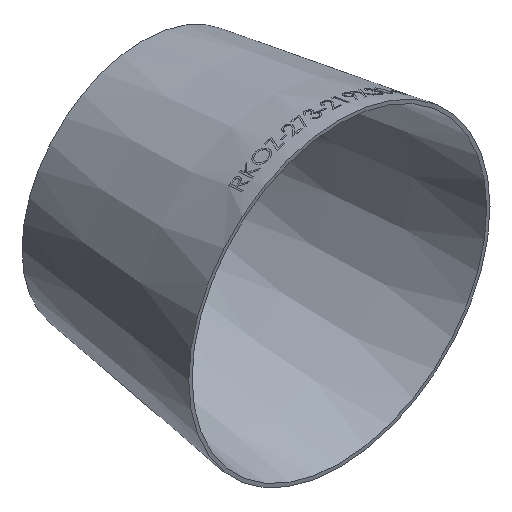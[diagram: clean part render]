
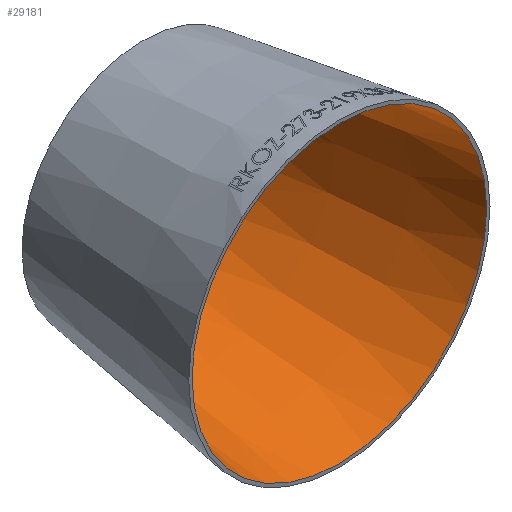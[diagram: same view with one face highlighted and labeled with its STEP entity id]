
A CAD part, isometric view. The second image highlights one B-rep face of the part: STEP entity #29181.
In plain terms, the highlighted conical face has half-angle 8.609 degrees and reference radius 133.466 mm.
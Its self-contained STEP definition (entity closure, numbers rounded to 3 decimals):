
#591 = CONICAL_SURFACE ( 'NONE', #4885, 133.466, 0.15 ) ;
#4885 = AXIS2_PLACEMENT_3D ( 'NONE', #22127, #20543, #32423 ) ;
#5265 = DIRECTION ( 'NONE',  ( 0., 0., -1. ) ) ;
#7211 = VERTEX_POINT ( 'NONE', #33016 ) ;
#8089 = DIRECTION ( 'NONE',  ( 0., 0., -1. ) ) ;
#9254 = AXIS2_PLACEMENT_3D ( 'NONE', #15701, #27992, #8089 ) ;
#14975 = VERTEX_POINT ( 'NONE', #23216 ) ;
#15701 = CARTESIAN_POINT ( 'NONE',  ( 0., 178., 0. ) ) ;
#16665 = EDGE_LOOP ( 'NONE', ( #30440 ) ) ;
#18312 = AXIS2_PLACEMENT_3D ( 'NONE', #20607, #28369, #5265 ) ;
#20543 = DIRECTION ( 'NONE',  ( 0., -1., 0. ) ) ;
#20607 = CARTESIAN_POINT ( 'NONE',  ( 0., 0., 0. ) ) ;
#22127 = CARTESIAN_POINT ( 'NONE',  ( 0., 0., 0. ) ) ;
#23216 = CARTESIAN_POINT ( 'NONE',  ( 0., 0., -133.466 ) ) ;
#23787 = CIRCLE ( 'NONE', #9254, 106.516 ) ;
#25815 = EDGE_CURVE ( 'NONE', #14975, #14975, #27466, .T. ) ;
#27353 = FACE_OUTER_BOUND ( 'NONE', #30708, .T. ) ;
#27466 = CIRCLE ( 'NONE', #18312, 133.466 ) ;
#27992 = DIRECTION ( 'NONE',  ( 0., -1., 0. ) ) ;
#28369 = DIRECTION ( 'NONE',  ( 0., -1., 0. ) ) ;
#28478 = FACE_BOUND ( 'NONE', #16665, .T. ) ;
#29181 = ADVANCED_FACE ( 'NONE', ( #28478, #27353 ), #591, .F. ) ;
#30113 = ORIENTED_EDGE ( 'NONE', *, *, #25815, .T. ) ;
#30440 = ORIENTED_EDGE ( 'NONE', *, *, #30538, .F. ) ;
#30538 = EDGE_CURVE ( 'NONE', #7211, #7211, #23787, .T. ) ;
#30708 = EDGE_LOOP ( 'NONE', ( #30113 ) ) ;
#32423 = DIRECTION ( 'NONE',  ( 0., 0., -1. ) ) ;
#33016 = CARTESIAN_POINT ( 'NONE',  ( 0., 178., -106.516 ) ) ;
